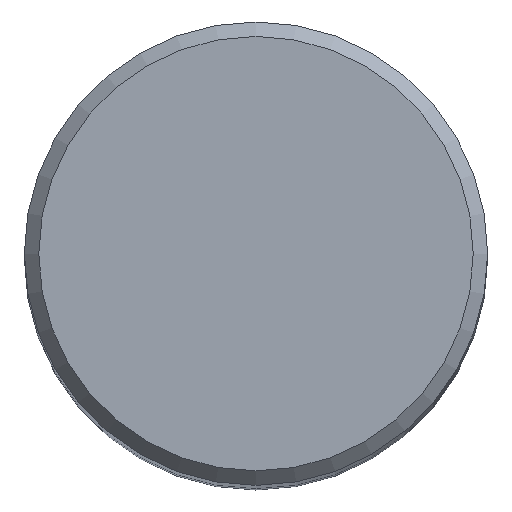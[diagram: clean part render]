
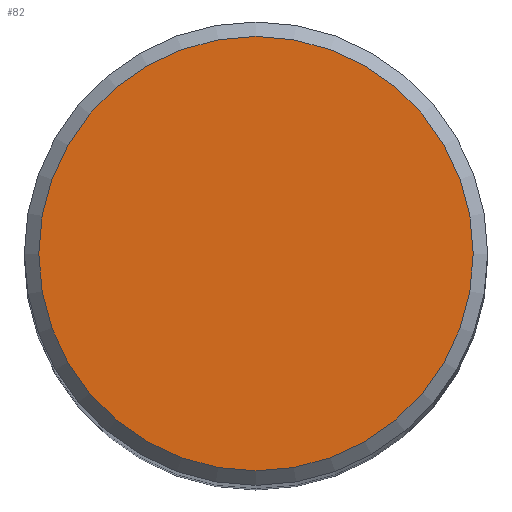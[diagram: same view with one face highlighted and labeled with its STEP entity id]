
A CAD part, top view. The second image highlights one B-rep face of the part: STEP entity #82.
In plain terms, the highlighted planar face has unit normal (0, 0, 1).
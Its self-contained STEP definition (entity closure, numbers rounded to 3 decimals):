
#6 = DIRECTION ( 'NONE',  ( 0., 0., -1. ) ) ;
#45 = VERTEX_POINT ( 'NONE', #116 ) ;
#52 = AXIS2_PLACEMENT_3D ( 'NONE', #101, #6, #118 ) ;
#55 = PLANE ( 'NONE',  #52 ) ;
#56 = AXIS2_PLACEMENT_3D ( 'NONE', #90, #176, #163 ) ;
#82 = ADVANCED_FACE ( 'NONE', ( #180 ), #55, .F. ) ;
#90 = CARTESIAN_POINT ( 'NONE',  ( 0., 0., 92. ) ) ;
#99 = CIRCLE ( 'NONE', #56, 7.5 ) ;
#101 = CARTESIAN_POINT ( 'NONE',  ( 0., 0., 92. ) ) ;
#109 = ORIENTED_EDGE ( 'NONE', *, *, #112, .F. ) ;
#112 = EDGE_CURVE ( 'NONE', #45, #45, #99, .T. ) ;
#116 = CARTESIAN_POINT ( 'NONE',  ( 0., 7.5, 92. ) ) ;
#118 = DIRECTION ( 'NONE',  ( 0., 1., 0. ) ) ;
#163 = DIRECTION ( 'NONE',  ( 0., 1., 0. ) ) ;
#176 = DIRECTION ( 'NONE',  ( 0., 0., -1. ) ) ;
#180 = FACE_OUTER_BOUND ( 'NONE', #203, .T. ) ;
#203 = EDGE_LOOP ( 'NONE', ( #109 ) ) ;
